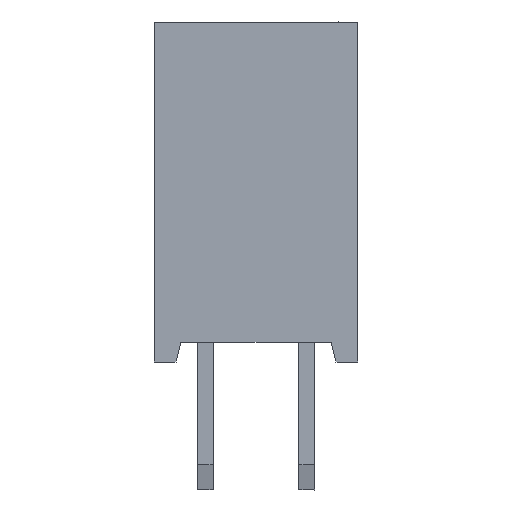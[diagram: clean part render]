
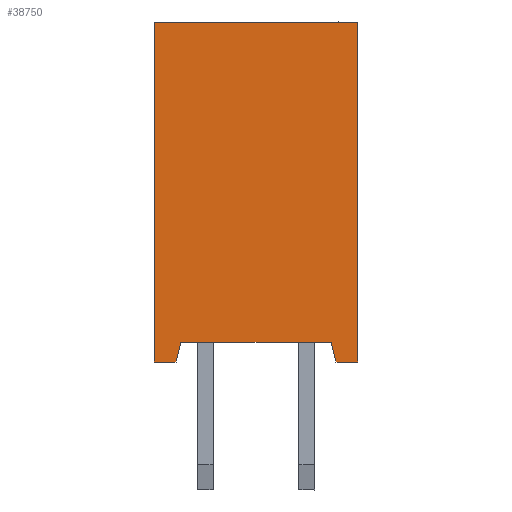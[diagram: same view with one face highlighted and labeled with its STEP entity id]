
A CAD part, front view. The second image highlights one B-rep face of the part: STEP entity #38750.
In plain terms, the highlighted planar face has unit normal (0, -1, 0).
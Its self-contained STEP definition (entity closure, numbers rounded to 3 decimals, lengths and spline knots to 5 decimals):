
#1744=PLANE('',#41654);
#3714=FACE_OUTER_BOUND('',#5804,.T.);
#5804=EDGE_LOOP('',(#36333,#36334,#36335,#36336,#36337,#36338,#36339,#36340));
#10454=LINE('',#63203,#15118);
#10456=LINE('',#63208,#15120);
#10460=LINE('',#63214,#15124);
#10461=LINE('',#63217,#15125);
#10463=LINE('',#63221,#15127);
#10465=LINE('',#63224,#15129);
#10466=LINE('',#63227,#15130);
#10468=LINE('',#63230,#15132);
#15118=VECTOR('',#51990,39.37008);
#15120=VECTOR('',#51994,39.37008);
#15124=VECTOR('',#52000,39.37008);
#15125=VECTOR('',#52003,39.37008);
#15127=VECTOR('',#52007,39.37008);
#15129=VECTOR('',#52011,39.37008);
#15130=VECTOR('',#52014,39.37008);
#15132=VECTOR('',#52018,39.37008);
#19701=VERTEX_POINT('',#63200);
#19702=VERTEX_POINT('',#63202);
#19703=VERTEX_POINT('',#63206);
#19704=VERTEX_POINT('',#63207);
#19705=VERTEX_POINT('',#63212);
#19706=VERTEX_POINT('',#63216);
#19707=VERTEX_POINT('',#63220);
#19708=VERTEX_POINT('',#63226);
#25238=EDGE_CURVE('',#19702,#19701,#10454,.T.);
#25240=EDGE_CURVE('',#19703,#19704,#10456,.T.);
#25244=EDGE_CURVE('',#19704,#19705,#10460,.T.);
#25245=EDGE_CURVE('',#19703,#19706,#10461,.T.);
#25247=EDGE_CURVE('',#19705,#19707,#10463,.T.);
#25249=EDGE_CURVE('',#19706,#19701,#10465,.T.);
#25250=EDGE_CURVE('',#19702,#19708,#10466,.T.);
#25252=EDGE_CURVE('',#19708,#19707,#10468,.T.);
#36333=ORIENTED_EDGE('',*,*,#25250,.F.);
#36334=ORIENTED_EDGE('',*,*,#25238,.T.);
#36335=ORIENTED_EDGE('',*,*,#25249,.F.);
#36336=ORIENTED_EDGE('',*,*,#25245,.F.);
#36337=ORIENTED_EDGE('',*,*,#25240,.T.);
#36338=ORIENTED_EDGE('',*,*,#25244,.T.);
#36339=ORIENTED_EDGE('',*,*,#25247,.T.);
#36340=ORIENTED_EDGE('',*,*,#25252,.F.);
#38750=ADVANCED_FACE('',(#3714),#1744,.T.);
#41654=AXIS2_PLACEMENT_3D('',#63231,#52019,#52020);
#51990=DIRECTION('',(1.,0.,0.));
#51994=DIRECTION('',(0.,0.,1.));
#52000=DIRECTION('',(-1.,0.,0.));
#52003=DIRECTION('',(-1.,0.,0.));
#52007=DIRECTION('',(0.,0.,-1.));
#52011=DIRECTION('',(-0.233,0.,0.972));
#52014=DIRECTION('',(-0.233,0.,-0.972));
#52018=DIRECTION('',(-1.,0.,0.));
#52019=DIRECTION('center_axis',(0.,-1.,0.));
#52020=DIRECTION('ref_axis',(1.,0.,0.));
#63200=CARTESIAN_POINT('',(0.07402,-1.00984,0.01969));
#63202=CARTESIAN_POINT('',(-0.07402,-1.00984,0.01969));
#63203=CARTESIAN_POINT('',(-0.1,-1.00984,0.01969));
#63206=CARTESIAN_POINT('',(0.1,-1.00984,0.));
#63207=CARTESIAN_POINT('',(0.1,-1.00984,0.33465));
#63208=CARTESIAN_POINT('',(0.1,-1.00984,0.));
#63212=CARTESIAN_POINT('',(-0.1,-1.00984,0.33465));
#63214=CARTESIAN_POINT('',(0.14757,-1.00984,0.33465));
#63216=CARTESIAN_POINT('',(0.07874,-1.00984,0.));
#63217=CARTESIAN_POINT('',(0.1,-1.00984,0.));
#63220=CARTESIAN_POINT('',(-0.1,-1.00984,0.));
#63221=CARTESIAN_POINT('',(-0.1,-1.00984,0.));
#63224=CARTESIAN_POINT('',(0.07874,-1.00984,0.));
#63226=CARTESIAN_POINT('',(-0.07874,-1.00984,0.));
#63227=CARTESIAN_POINT('',(-0.07402,-1.00984,0.01969));
#63230=CARTESIAN_POINT('',(-0.07874,-1.00984,0.));
#63231=CARTESIAN_POINT('Origin',(-0.1,-1.00984,0.));
